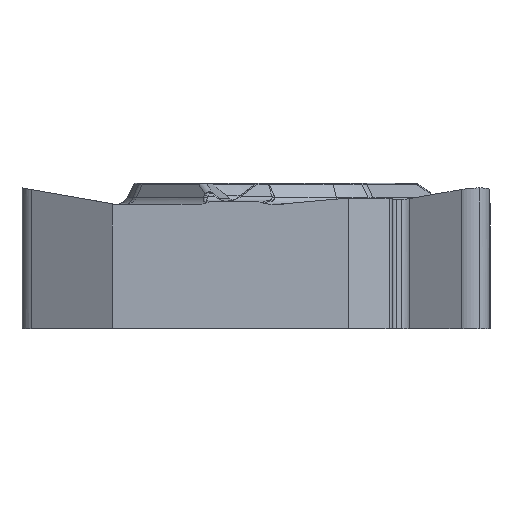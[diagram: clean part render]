
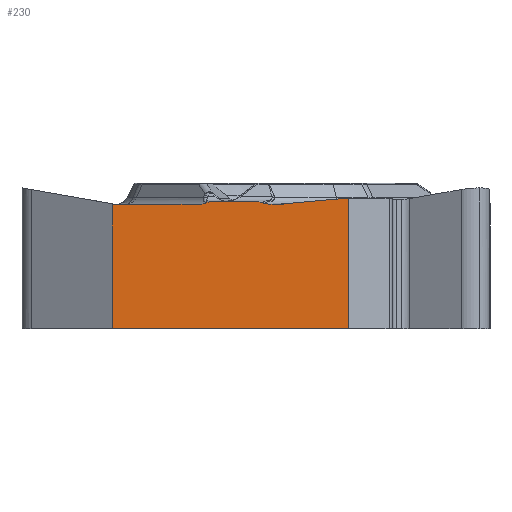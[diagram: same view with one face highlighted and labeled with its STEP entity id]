
A CAD part, left-side view. The second image highlights one B-rep face of the part: STEP entity #230.
In plain terms, the highlighted planar face has unit normal (-1, 0, 0).
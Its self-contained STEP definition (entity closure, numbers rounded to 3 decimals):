
#230=ADVANCED_FACE('',(#495),#448,.F.);
#448=PLANE('',#3585);
#495=FACE_OUTER_BOUND('',#708,.T.);
#708=EDGE_LOOP('',(#1146,#1147,#1148,#1149,#1150,#1151,#1152,#1153,#1154,
#1155,#1156,#1157,#1158,#1159));
#931=CIRCLE('',#3584,0.32);
#1067=ELLIPSE('',#3580,0.64,0.32);
#1068=ELLIPSE('',#3581,0.3,0.15);
#1069=ELLIPSE('',#3582,0.177,0.15);
#1070=ELLIPSE('',#3583,0.377,0.32);
#1146=ORIENTED_EDGE('',*,*,#2502,.F.);
#1147=ORIENTED_EDGE('',*,*,#2503,.F.);
#1148=ORIENTED_EDGE('',*,*,#2504,.F.);
#1149=ORIENTED_EDGE('',*,*,#2505,.T.);
#1150=ORIENTED_EDGE('',*,*,#2506,.T.);
#1151=ORIENTED_EDGE('',*,*,#2507,.F.);
#1152=ORIENTED_EDGE('',*,*,#2508,.F.);
#1153=ORIENTED_EDGE('',*,*,#2509,.F.);
#1154=ORIENTED_EDGE('',*,*,#2510,.F.);
#1155=ORIENTED_EDGE('',*,*,#2511,.T.);
#1156=ORIENTED_EDGE('',*,*,#2512,.T.);
#1157=ORIENTED_EDGE('',*,*,#2513,.T.);
#1158=ORIENTED_EDGE('',*,*,#2514,.F.);
#1159=ORIENTED_EDGE('',*,*,#2515,.F.);
#2192=VERTEX_POINT('',#5100);
#2193=VERTEX_POINT('',#5101);
#2194=VERTEX_POINT('',#5103);
#2195=VERTEX_POINT('',#5105);
#2196=VERTEX_POINT('',#5107);
#2197=VERTEX_POINT('',#5109);
#2198=VERTEX_POINT('',#5117);
#2199=VERTEX_POINT('',#5119);
#2200=VERTEX_POINT('',#5121);
#2201=VERTEX_POINT('',#5123);
#2202=VERTEX_POINT('',#5125);
#2203=VERTEX_POINT('',#5127);
#2204=VERTEX_POINT('',#5129);
#2205=VERTEX_POINT('',#5131);
#2502=EDGE_CURVE('',#2192,#2193,#3019,.T.);
#2503=EDGE_CURVE('',#2194,#2192,#3020,.T.);
#2504=EDGE_CURVE('',#2195,#2194,#3021,.T.);
#2505=EDGE_CURVE('',#2195,#2196,#1067,.T.);
#2506=EDGE_CURVE('',#2196,#2197,#3022,.T.);
#2507=EDGE_CURVE('',#2198,#2197,#3428,.T.);
#2508=EDGE_CURVE('',#2199,#2198,#1068,.T.);
#2509=EDGE_CURVE('',#2200,#2199,#3023,.T.);
#2510=EDGE_CURVE('',#2201,#2200,#1069,.T.);
#2511=EDGE_CURVE('',#2201,#2202,#1070,.T.);
#2512=EDGE_CURVE('',#2202,#2203,#3024,.T.);
#2513=EDGE_CURVE('',#2203,#2204,#931,.T.);
#2514=EDGE_CURVE('',#2205,#2204,#3025,.T.);
#2515=EDGE_CURVE('',#2193,#2205,#3026,.T.);
#3019=LINE('',#5099,#3220);
#3020=LINE('',#5102,#3221);
#3021=LINE('',#5104,#3222);
#3022=LINE('',#5108,#3223);
#3023=LINE('',#5120,#3224);
#3024=LINE('',#5126,#3225);
#3025=LINE('',#5130,#3226);
#3026=LINE('',#5132,#3227);
#3220=VECTOR('',#3933,1.);
#3221=VECTOR('',#3934,1.);
#3222=VECTOR('',#3935,1.);
#3223=VECTOR('',#3938,1.);
#3224=VECTOR('',#3941,1.);
#3225=VECTOR('',#3946,1.);
#3226=VECTOR('',#3949,1.);
#3227=VECTOR('',#3950,1.);
#3428=B_SPLINE_CURVE_WITH_KNOTS('',3,(#5110,#5111,#5112,#5113,#5114,#5115,
#5116),.UNSPECIFIED.,.F.,.F.,(4,3,4),(0.,0.503,1.),
 .UNSPECIFIED.);
#3580=AXIS2_PLACEMENT_3D('',#5106,#3936,#3937);
#3581=AXIS2_PLACEMENT_3D('',#5118,#3939,#3940);
#3582=AXIS2_PLACEMENT_3D('',#5122,#3942,#3943);
#3583=AXIS2_PLACEMENT_3D('',#5124,#3944,#3945);
#3584=AXIS2_PLACEMENT_3D('',#5128,#3947,#3948);
#3585=AXIS2_PLACEMENT_3D('',#5133,#3951,#3952);
#3933=DIRECTION('',(0.,1.,0.));
#3934=DIRECTION('',(0.,0.,-1.));
#3935=DIRECTION('',(0.,-0.996,0.088));
#3936=DIRECTION('',(1.,0.,0.));
#3937=DIRECTION('',(0.,-1.,0.));
#3938=DIRECTION('',(0.,1.,0.));
#3939=DIRECTION('',(1.,0.,0.));
#3940=DIRECTION('',(0.,1.,0.));
#3941=DIRECTION('',(0.,-1.,0.));
#3942=DIRECTION('',(1.,0.,0.));
#3943=DIRECTION('',(0.,-1.,0.));
#3944=DIRECTION('',(1.,0.,0.));
#3945=DIRECTION('',(0.,-1.,0.));
#3946=DIRECTION('',(0.,1.,0.));
#3947=DIRECTION('',(1.,0.,0.));
#3948=DIRECTION('',(0.,0.,-1.));
#3949=DIRECTION('',(0.,-0.985,-0.174));
#3950=DIRECTION('',(0.,0.,1.));
#3951=DIRECTION('',(1.,0.,0.));
#3952=DIRECTION('',(0.,0.,-1.));
#5099=CARTESIAN_POINT('',(-4.763,-3.173,-3.97));
#5100=CARTESIAN_POINT('',(-4.763,-2.315,-3.97));
#5101=CARTESIAN_POINT('',(-4.763,4.352,-3.97));
#5102=CARTESIAN_POINT('',(-4.763,-2.315,0.));
#5103=CARTESIAN_POINT('',(-4.763,-2.315,-0.285));
#5104=CARTESIAN_POINT('',(-4.763,3.106,-0.763));
#5105=CARTESIAN_POINT('',(-4.763,-0.389,-0.455));
#5106=CARTESIAN_POINT('',(-4.763,-0.278,-0.14));
#5107=CARTESIAN_POINT('',(-4.763,-0.278,-0.46));
#5108=CARTESIAN_POINT('',(-4.763,3.173,-0.46));
#5109=CARTESIAN_POINT('',(-4.763,-0.184,-0.46));
#5110=CARTESIAN_POINT('',(-4.763,0.181,-0.4));
#5111=CARTESIAN_POINT('',(-4.763,0.123,-0.421));
#5112=CARTESIAN_POINT('',(-4.763,0.061,-0.436));
#5113=CARTESIAN_POINT('',(-4.763,0.,-0.446));
#5114=CARTESIAN_POINT('',(-4.763,-0.061,-0.455));
#5115=CARTESIAN_POINT('',(-4.763,-0.122,-0.46));
#5116=CARTESIAN_POINT('',(-4.763,-0.184,-0.46));
#5117=CARTESIAN_POINT('',(-4.763,0.181,-0.4));
#5118=CARTESIAN_POINT('',(-4.763,0.36,-0.52));
#5119=CARTESIAN_POINT('',(-4.763,0.36,-0.37));
#5120=CARTESIAN_POINT('',(-4.763,-3.173,-0.37));
#5121=CARTESIAN_POINT('',(-4.763,1.549,-0.37));
#5122=CARTESIAN_POINT('',(-4.763,1.549,-0.52));
#5123=CARTESIAN_POINT('',(-4.763,1.653,-0.399));
#5124=CARTESIAN_POINT('',(-4.763,1.875,-0.14));
#5125=CARTESIAN_POINT('',(-4.763,1.875,-0.46));
#5126=CARTESIAN_POINT('',(-4.763,-3.173,-0.46));
#5127=CARTESIAN_POINT('',(-4.763,4.263,-0.46));
#5128=CARTESIAN_POINT('',(-4.763,4.263,-0.14));
#5129=CARTESIAN_POINT('',(-4.763,4.319,-0.455));
#5130=CARTESIAN_POINT('',(-4.763,-2.869,-1.723));
#5131=CARTESIAN_POINT('',(-4.763,4.352,-0.449));
#5132=CARTESIAN_POINT('',(-4.763,4.352,0.));
#5133=CARTESIAN_POINT('',(-4.763,-3.173,0.));
